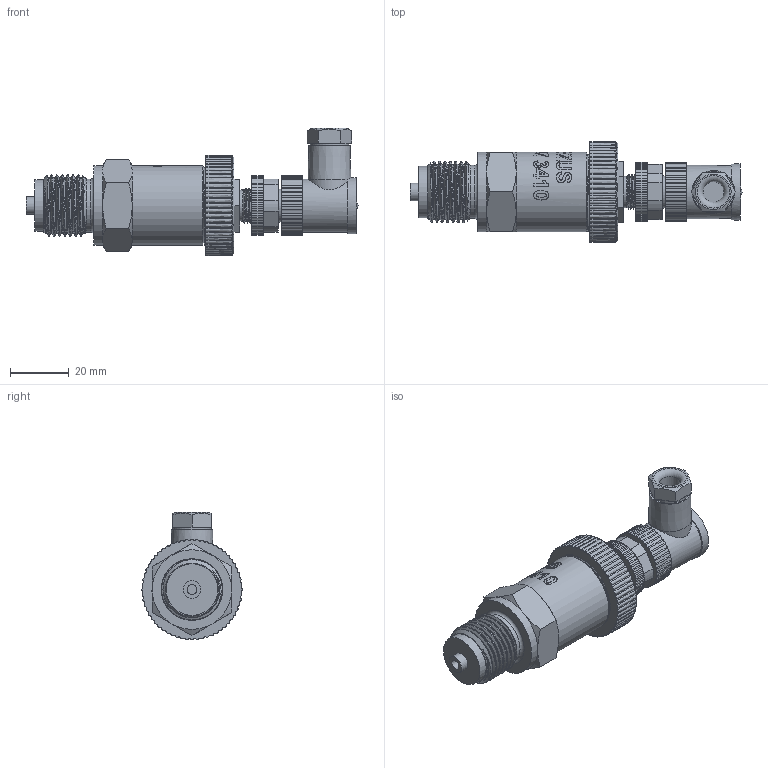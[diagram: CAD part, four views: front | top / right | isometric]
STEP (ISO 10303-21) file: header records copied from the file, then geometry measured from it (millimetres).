
FILE_DESCRIPTION(/* description */ (''),/* implementation_level */ '2;1');
FILE_NAME(/* name */ 'APZ3410_4_M12x1-angular.step',/* time_stamp */ '2021-06-17T12:43:09+03:00',/* author */ (''),/* organization */ (''),/* preprocessor_version */ 'ST-DEVELOPER v18.1',/* originating_system */ 'Autodesk Translation Framework v10.9.0.1377',/* authorisation */ '');
FILE_SCHEMA (('AUTOMOTIVE_DESIGN { 1 0 10303 214 3 1 1 }'));
Products named in the file (6): APZ3410_x_y; OMAL nut M27x1.5 v8; M12x1 male v16; Ш100.000.002 v4; M12x1 female angular v10; G 1/2 EN
Assembly tree (5 placements, depth 2):
  APZ3410_x_y
    OMAL nut M27x1.5 v8
    M12x1 male v16
    Ш100.000.002 v4
    M12x1 female angular v10
    G 1/2 EN
Bounding box: 112.55 x 34 x 43.2 mm (x, y, z)
Volume: 50553.6 mm3; surface area: 20330.5 mm2
Topology: 16 solids, 16 shells, 969 faces, 2693 edges, 1804 vertices
Faces by surface type: bspline 436, cylinder 329, plane 169, cone 29, torus 5, sphere 1
Full cylindrical faces by diameter (mm): 1 x12, 1.5 x4, 3.3 x1, 6 x1, 7 x1, 8 x1, 8.2 x1, 9.471 x2, 10.6 x2, 10.741 x6, 11.035 x4, 11.156 x1, 11.884 x5, 12.152 x4, 13 x1, 14 x1, 14.137 x4, 14.526 x3, 15.85 x3, 16.203 x3, 17.5 x1, 18 x2, 18.631 x7, 19 x1, 21.4 x2, 22.3 x1, 24.5 x1, 25.132 x4, 25.526 x4, 26.85 x3
Entity records: 57362 total; most frequent: CARTESIAN_POINT 35678, ORIENTED_EDGE 5386, DIRECTION 3051, EDGE_CURVE 2693, VERTEX_POINT 1804, B_SPLINE_CURVE_WITH_KNOTS 1192, AXIS2_PLACEMENT_3D 1096, EDGE_LOOP 1033
